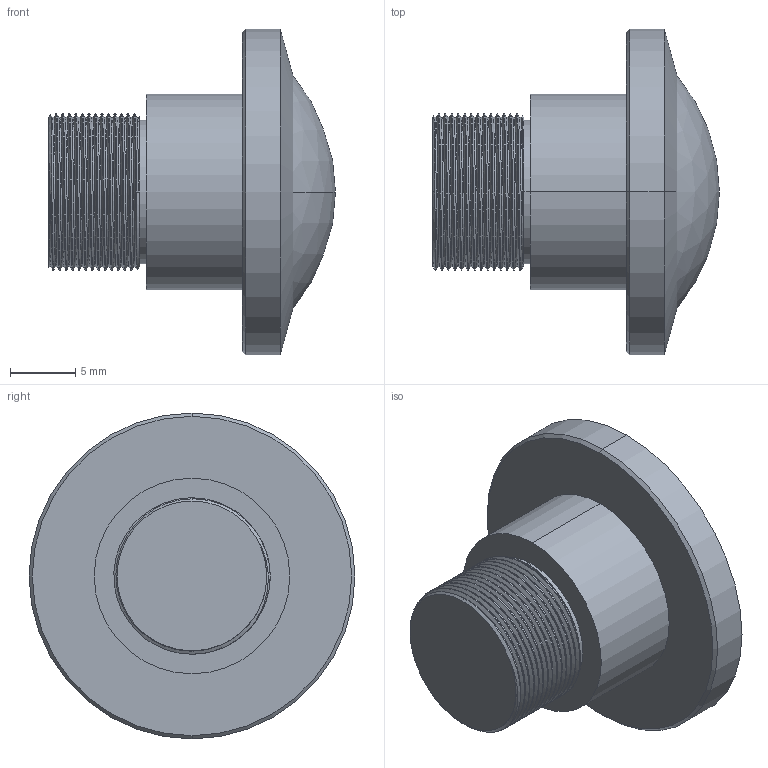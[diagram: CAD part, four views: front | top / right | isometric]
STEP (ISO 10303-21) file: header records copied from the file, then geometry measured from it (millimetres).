
FILE_DESCRIPTION(('Open CASCADE Model'),'2;1');
FILE_NAME('Open CASCADE Shape Model','2026-02-14T10:50:38',('Author'),( 'Open CASCADE'),'Open CASCADE STEP processor 7.7','Open CASCADE 7.7' ,'Unknown');
FILE_SCHEMA(('AUTOMOTIVE_DESIGN { 1 0 10303 214 1 1 1 1 }'));
Length unit declared in the file: millimetre
Products named in the file (2): Open CASCADE STEP translator 7.7 5; L072-1.15-M12
Assembly tree (1 placements, depth 2):
  Open CASCADE STEP translator 7.7 5
    L072-1.15-M12
Bounding box: 22 x 25 x 25 mm (x, y, z)
Volume: 4300.6 mm3; surface area: 2036.8 mm2
Topology: 1 solids, 1 shells, 53 faces, 140 edges, 92 vertices
Faces by surface type: cylinder 33, cone 10, plane 5, bspline 3, sphere 2
Entity records: 7392 total; most frequent: CARTESIAN_POINT 4835, DIRECTION 398, ORIENTED_EDGE 280, PCURVE 280, DEFINITIONAL_REPRESENTATION 280, LINE 224, VECTOR 224, EDGE_CURVE 140
